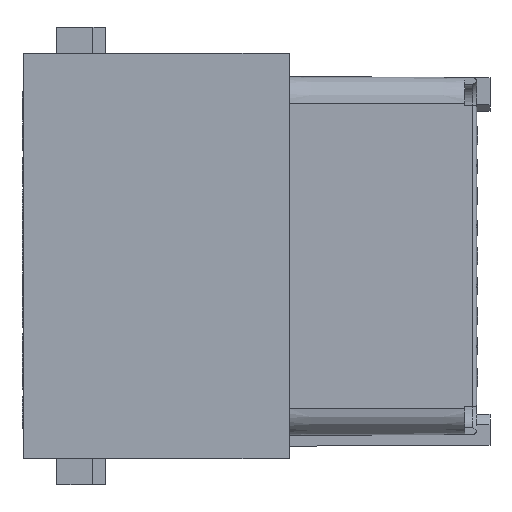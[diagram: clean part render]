
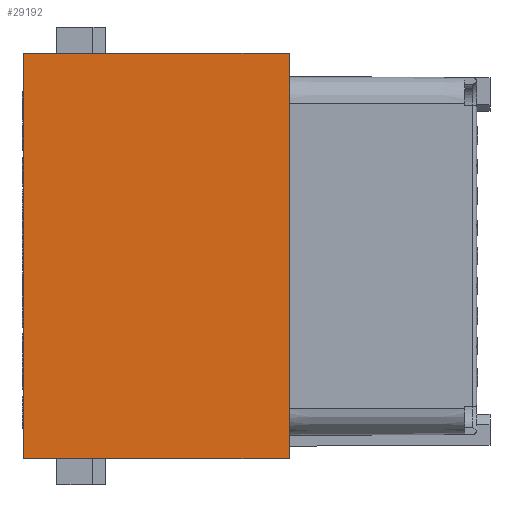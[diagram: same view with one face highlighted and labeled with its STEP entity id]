
A CAD part, left-side view. The second image highlights one B-rep face of the part: STEP entity #29192.
In plain terms, the highlighted planar face has unit normal (-1, 0, 0).
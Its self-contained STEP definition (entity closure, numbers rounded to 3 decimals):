
#179=DIRECTION('',(0.,0.,1.));
#180=VECTOR('',#179,30.3);
#181=CARTESIAN_POINT('',(-7.3,0.,-15.15));
#182=LINE('',#181,#180);
#8172=DIRECTION('',(0.,0.,1.));
#8173=VECTOR('',#8172,30.3);
#8174=CARTESIAN_POINT('',(-7.3,-19.85,-15.15));
#8175=LINE('',#8174,#8173);
#8244=DIRECTION('',(0.,-1.,0.));
#8245=VECTOR('',#8244,19.85);
#8246=CARTESIAN_POINT('',(-7.3,0.,15.15));
#8247=LINE('',#8246,#8245);
#8288=DIRECTION('',(0.,-1.,0.));
#8289=VECTOR('',#8288,19.85);
#8290=CARTESIAN_POINT('',(-7.3,0.,-15.15));
#8291=LINE('',#8290,#8289);
#14979=CARTESIAN_POINT('',(-7.3,0.,15.15));
#14981=VERTEX_POINT('',#14979);
#14985=CARTESIAN_POINT('',(-7.3,0.,-15.15));
#14986=VERTEX_POINT('',#14985);
#14987=CARTESIAN_POINT('',(-7.3,-19.85,15.15));
#14989=VERTEX_POINT('',#14987);
#14993=CARTESIAN_POINT('',(-7.3,-19.85,-15.15));
#14994=VERTEX_POINT('',#14993);
#29181=CARTESIAN_POINT('',(-7.3,0.,-15.15));
#29182=DIRECTION('',(-1.,0.,0.));
#29183=DIRECTION('',(0.,0.,1.));
#29184=AXIS2_PLACEMENT_3D('',#29181,#29182,#29183);
#29185=PLANE('',#29184);
#29186=ORIENTED_EDGE('',*,*,#19320,.T.);
#29187=ORIENTED_EDGE('',*,*,#29122,.T.);
#29188=ORIENTED_EDGE('',*,*,#29070,.F.);
#29189=ORIENTED_EDGE('',*,*,#29160,.F.);
#29190=EDGE_LOOP('',(#29186,#29187,#29188,#29189));
#29191=FACE_OUTER_BOUND('',#29190,.F.);
#29192=ADVANCED_FACE('',(#29191),#29185,.T.);
#19320=EDGE_CURVE('',#14986,#14981,#182,.T.);
#29070=EDGE_CURVE('',#14994,#14989,#8175,.T.);
#29122=EDGE_CURVE('',#14981,#14989,#8247,.T.);
#29160=EDGE_CURVE('',#14986,#14994,#8291,.T.);
